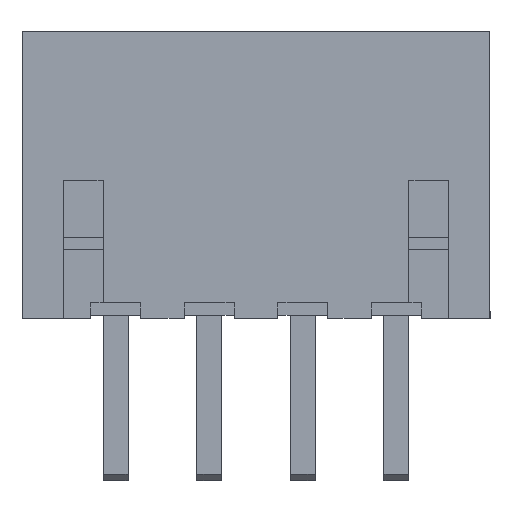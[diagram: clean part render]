
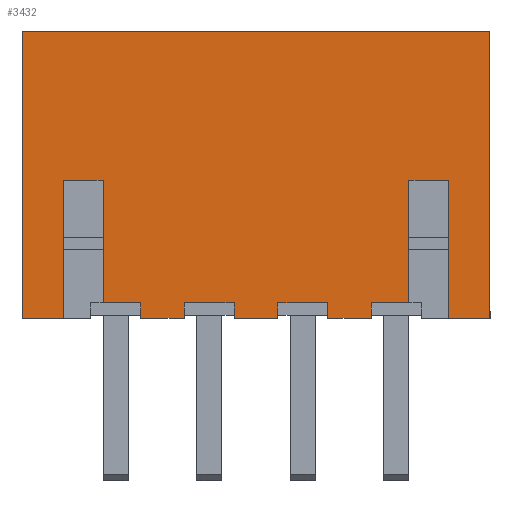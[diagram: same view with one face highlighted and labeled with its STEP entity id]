
A CAD part, front view. The second image highlights one B-rep face of the part: STEP entity #3432.
In plain terms, the highlighted planar face has unit normal (0, -1, 0).
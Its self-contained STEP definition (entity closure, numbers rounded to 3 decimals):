
#117=FACE_OUTER_BOUND('',#304,.T.);
#304=EDGE_LOOP('',(#2452,#2453,#2454,#2455,#2456,#2457,#2458,#2459,#2460,
#2461,#2462,#2463,#2464,#2465,#2466,#2467,#2468,#2469,#2470,#2471,#2472,
#2473,#2474,#2475));
#478=LINE('',#4605,#937);
#514=LINE('',#4905,#973);
#521=LINE('',#4919,#980);
#528=LINE('',#4933,#987);
#535=LINE('',#4948,#994);
#545=LINE('',#4965,#1004);
#548=LINE('',#4973,#1007);
#555=LINE('',#4988,#1014);
#565=LINE('',#5005,#1024);
#591=LINE('',#5059,#1050);
#593=LINE('',#5062,#1052);
#595=LINE('',#5065,#1054);
#597=LINE('',#5070,#1056);
#609=LINE('',#5090,#1068);
#636=LINE('',#5144,#1095);
#642=LINE('',#5155,#1101);
#654=LINE('',#5176,#1113);
#655=LINE('',#5179,#1114);
#656=LINE('',#5181,#1115);
#657=LINE('',#5182,#1116);
#658=LINE('',#5184,#1117);
#659=LINE('',#5186,#1118);
#660=LINE('',#5188,#1119);
#661=LINE('',#5189,#1120);
#937=VECTOR('',#3796,1.);
#973=VECTOR('',#3834,1.);
#980=VECTOR('',#3845,1.);
#987=VECTOR('',#3854,1.);
#994=VECTOR('',#3865,1.);
#1004=VECTOR('',#3877,1.);
#1007=VECTOR('',#3882,1.);
#1014=VECTOR('',#3893,1.);
#1024=VECTOR('',#3905,1.);
#1050=VECTOR('',#3935,1.);
#1052=VECTOR('',#3939,1.);
#1054=VECTOR('',#3943,1.);
#1056=VECTOR('',#3947,1.);
#1068=VECTOR('',#3963,1.);
#1095=VECTOR('',#3998,1.);
#1101=VECTOR('',#4006,1.);
#1113=VECTOR('',#4022,1.);
#1114=VECTOR('',#4025,1.);
#1115=VECTOR('',#4026,1.);
#1116=VECTOR('',#4027,1.);
#1117=VECTOR('',#4028,1.);
#1118=VECTOR('',#4029,1.);
#1119=VECTOR('',#4030,1.);
#1120=VECTOR('',#4031,1.);
#1395=VERTEX_POINT('',#4602);
#1396=VERTEX_POINT('',#4604);
#1442=VERTEX_POINT('',#4902);
#1443=VERTEX_POINT('',#4904);
#1448=VERTEX_POINT('',#4918);
#1453=VERTEX_POINT('',#4930);
#1454=VERTEX_POINT('',#4932);
#1460=VERTEX_POINT('',#4947);
#1466=VERTEX_POINT('',#4963);
#1469=VERTEX_POINT('',#4970);
#1470=VERTEX_POINT('',#4972);
#1476=VERTEX_POINT('',#4987);
#1482=VERTEX_POINT('',#5003);
#1508=VERTEX_POINT('',#5058);
#1509=VERTEX_POINT('',#5068);
#1510=VERTEX_POINT('',#5069);
#1538=VERTEX_POINT('',#5141);
#1539=VERTEX_POINT('',#5143);
#1543=VERTEX_POINT('',#5154);
#1551=VERTEX_POINT('',#5178);
#1552=VERTEX_POINT('',#5180);
#1553=VERTEX_POINT('',#5183);
#1554=VERTEX_POINT('',#5185);
#1555=VERTEX_POINT('',#5187);
#1722=EDGE_CURVE('',#1396,#1395,#478,.T.);
#1770=EDGE_CURVE('',#1442,#1443,#514,.T.);
#1777=EDGE_CURVE('',#1443,#1448,#521,.T.);
#1784=EDGE_CURVE('',#1453,#1454,#528,.T.);
#1791=EDGE_CURVE('',#1454,#1460,#535,.T.);
#1801=EDGE_CURVE('',#1466,#1453,#545,.T.);
#1804=EDGE_CURVE('',#1469,#1470,#548,.T.);
#1811=EDGE_CURVE('',#1470,#1476,#555,.T.);
#1821=EDGE_CURVE('',#1482,#1469,#565,.T.);
#1847=EDGE_CURVE('',#1508,#1476,#591,.T.);
#1849=EDGE_CURVE('',#1482,#1460,#593,.T.);
#1851=EDGE_CURVE('',#1466,#1448,#595,.T.);
#1853=EDGE_CURVE('',#1509,#1510,#597,.T.);
#1865=EDGE_CURVE('',#1508,#1509,#609,.T.);
#1892=EDGE_CURVE('',#1538,#1539,#636,.T.);
#1898=EDGE_CURVE('',#1539,#1543,#642,.T.);
#1910=EDGE_CURVE('',#1538,#1396,#654,.T.);
#1911=EDGE_CURVE('',#1551,#1395,#655,.T.);
#1912=EDGE_CURVE('',#1552,#1551,#656,.T.);
#1913=EDGE_CURVE('',#1510,#1552,#657,.T.);
#1914=EDGE_CURVE('',#1553,#1442,#658,.T.);
#1915=EDGE_CURVE('',#1554,#1553,#659,.T.);
#1916=EDGE_CURVE('',#1555,#1554,#660,.T.);
#1917=EDGE_CURVE('',#1555,#1543,#661,.T.);
#2452=ORIENTED_EDGE('',*,*,#1722,.T.);
#2453=ORIENTED_EDGE('',*,*,#1911,.F.);
#2454=ORIENTED_EDGE('',*,*,#1912,.F.);
#2455=ORIENTED_EDGE('',*,*,#1913,.F.);
#2456=ORIENTED_EDGE('',*,*,#1853,.F.);
#2457=ORIENTED_EDGE('',*,*,#1865,.F.);
#2458=ORIENTED_EDGE('',*,*,#1847,.T.);
#2459=ORIENTED_EDGE('',*,*,#1811,.F.);
#2460=ORIENTED_EDGE('',*,*,#1804,.F.);
#2461=ORIENTED_EDGE('',*,*,#1821,.F.);
#2462=ORIENTED_EDGE('',*,*,#1849,.T.);
#2463=ORIENTED_EDGE('',*,*,#1791,.F.);
#2464=ORIENTED_EDGE('',*,*,#1784,.F.);
#2465=ORIENTED_EDGE('',*,*,#1801,.F.);
#2466=ORIENTED_EDGE('',*,*,#1851,.T.);
#2467=ORIENTED_EDGE('',*,*,#1777,.F.);
#2468=ORIENTED_EDGE('',*,*,#1770,.F.);
#2469=ORIENTED_EDGE('',*,*,#1914,.F.);
#2470=ORIENTED_EDGE('',*,*,#1915,.F.);
#2471=ORIENTED_EDGE('',*,*,#1916,.F.);
#2472=ORIENTED_EDGE('',*,*,#1917,.T.);
#2473=ORIENTED_EDGE('',*,*,#1898,.F.);
#2474=ORIENTED_EDGE('',*,*,#1892,.F.);
#2475=ORIENTED_EDGE('',*,*,#1910,.T.);
#3205=PLANE('',#3627);
#3432=ADVANCED_FACE('',(#117),#3205,.F.);
#3627=AXIS2_PLACEMENT_3D('',#5177,#4023,#4024);
#3796=DIRECTION('',(1.,0.,0.));
#3834=DIRECTION('',(-1.,0.,0.));
#3845=DIRECTION('',(0.,0.,-1.));
#3854=DIRECTION('',(-1.,0.,0.));
#3865=DIRECTION('',(0.,0.,-1.));
#3877=DIRECTION('',(0.,0.,1.));
#3882=DIRECTION('',(-1.,0.,0.));
#3893=DIRECTION('',(0.,0.,-1.));
#3905=DIRECTION('',(0.,0.,1.));
#3935=DIRECTION('',(1.,0.,0.));
#3939=DIRECTION('',(1.,0.,0.));
#3943=DIRECTION('',(1.,0.,0.));
#3947=DIRECTION('',(-1.,0.,0.));
#3963=DIRECTION('',(0.,0.,1.));
#3998=DIRECTION('',(1.,0.,0.));
#4006=DIRECTION('',(0.,0.,-1.));
#4022=DIRECTION('',(0.,0.,-1.));
#4023=DIRECTION('center_axis',(0.,1.,0.));
#4024=DIRECTION('ref_axis',(0.,0.,1.));
#4025=DIRECTION('',(0.,0.,-1.));
#4026=DIRECTION('',(-1.,0.,0.));
#4027=DIRECTION('',(0.,0.,1.));
#4028=DIRECTION('',(0.,0.,-1.));
#4029=DIRECTION('',(-1.,0.,0.));
#4030=DIRECTION('',(0.,0.,1.));
#4031=DIRECTION('',(1.,0.,0.));
#4602=CARTESIAN_POINT('',(-3.09,-1.4,0.));
#4604=CARTESIAN_POINT('',(-3.75,-1.4,0.));
#4605=CARTESIAN_POINT('',(-3.75,-1.4,0.));
#4902=CARTESIAN_POINT('',(2.45,-1.4,0.25));
#4904=CARTESIAN_POINT('',(1.85,-1.4,0.25));
#4905=CARTESIAN_POINT('',(1.85,-1.4,0.25));
#4918=CARTESIAN_POINT('',(1.85,-1.4,0.));
#4919=CARTESIAN_POINT('',(1.85,-1.4,0.));
#4930=CARTESIAN_POINT('',(1.15,-1.4,0.25));
#4932=CARTESIAN_POINT('',(0.35,-1.4,0.25));
#4933=CARTESIAN_POINT('',(0.35,-1.4,0.25));
#4947=CARTESIAN_POINT('',(0.35,-1.4,0.));
#4948=CARTESIAN_POINT('',(0.35,-1.4,0.));
#4963=CARTESIAN_POINT('',(1.15,-1.4,0.));
#4965=CARTESIAN_POINT('',(1.15,-1.4,0.));
#4970=CARTESIAN_POINT('',(-0.35,-1.4,0.25));
#4972=CARTESIAN_POINT('',(-1.15,-1.4,0.25));
#4973=CARTESIAN_POINT('',(-1.15,-1.4,0.25));
#4987=CARTESIAN_POINT('',(-1.15,-1.4,0.));
#4988=CARTESIAN_POINT('',(-1.15,-1.4,0.));
#5003=CARTESIAN_POINT('',(-0.35,-1.4,0.));
#5005=CARTESIAN_POINT('',(-0.35,-1.4,0.));
#5058=CARTESIAN_POINT('',(-1.85,-1.4,0.));
#5059=CARTESIAN_POINT('',(-3.75,-1.4,0.));
#5062=CARTESIAN_POINT('',(-3.75,-1.4,0.));
#5065=CARTESIAN_POINT('',(-3.75,-1.4,0.));
#5068=CARTESIAN_POINT('',(-1.85,-1.4,0.25));
#5069=CARTESIAN_POINT('',(-2.45,-1.4,0.25));
#5070=CARTESIAN_POINT('',(-2.65,-1.4,0.25));
#5090=CARTESIAN_POINT('',(-1.85,-1.4,0.));
#5141=CARTESIAN_POINT('',(-3.75,-1.4,4.6));
#5143=CARTESIAN_POINT('',(3.75,-1.4,4.6));
#5144=CARTESIAN_POINT('',(-3.75,-1.4,4.6));
#5154=CARTESIAN_POINT('',(3.75,-1.4,0.));
#5155=CARTESIAN_POINT('',(3.75,-1.4,4.6));
#5176=CARTESIAN_POINT('',(-3.75,-1.4,4.6));
#5177=CARTESIAN_POINT('Origin',(-3.75,-1.4,4.6));
#5178=CARTESIAN_POINT('',(-3.09,-1.4,2.214));
#5179=CARTESIAN_POINT('',(-3.09,-1.4,0.));
#5180=CARTESIAN_POINT('',(-2.45,-1.4,2.214));
#5181=CARTESIAN_POINT('',(-3.09,-1.4,2.214));
#5182=CARTESIAN_POINT('',(-2.45,-1.4,0.));
#5183=CARTESIAN_POINT('',(2.45,-1.4,2.214));
#5184=CARTESIAN_POINT('',(2.45,-1.4,0.));
#5185=CARTESIAN_POINT('',(3.09,-1.4,2.214));
#5186=CARTESIAN_POINT('',(3.09,-1.4,2.214));
#5187=CARTESIAN_POINT('',(3.09,-1.4,0.));
#5188=CARTESIAN_POINT('',(3.09,-1.4,0.));
#5189=CARTESIAN_POINT('',(-3.75,-1.4,0.));
